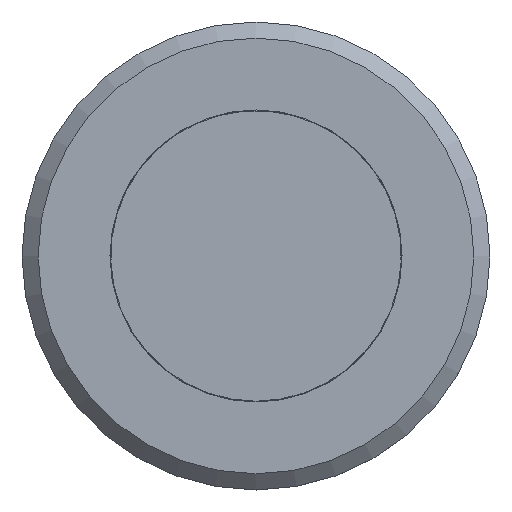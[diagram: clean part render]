
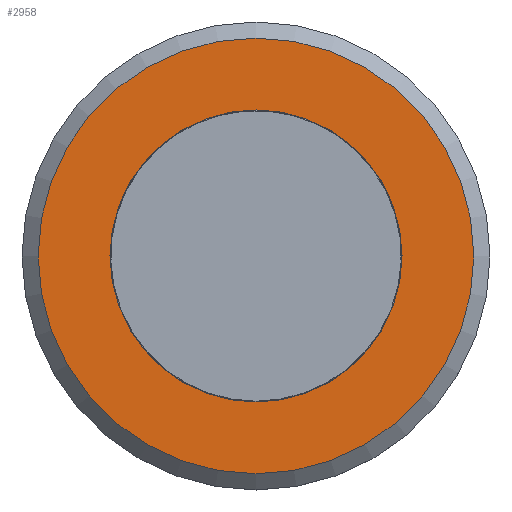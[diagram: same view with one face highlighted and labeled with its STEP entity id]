
A CAD part, top view. The second image highlights one B-rep face of the part: STEP entity #2958.
In plain terms, the highlighted planar face has unit normal (0, 0, 1).
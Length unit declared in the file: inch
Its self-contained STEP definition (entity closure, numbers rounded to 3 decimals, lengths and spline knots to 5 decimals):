
#2931=CARTESIAN_POINT('',(0.58465,-0.58465,0.933));
#2932=DIRECTION('',(0.0,0.0,1.0));
#2933=DIRECTION('',(1.0,0.0,0.0));
#2934=AXIS2_PLACEMENT_3D('',#2931,#2932,#2933);
#2935=PLANE('',#2934);
#2936=CARTESIAN_POINT('',(-0.5315,0.,0.933));
#2937=VERTEX_POINT('',#2936);
#2938=CARTESIAN_POINT('',(0.,0.,0.933));
#2939=DIRECTION('',(0.0,0.0,-1.0));
#2940=DIRECTION('',(-1.0,0.0,0.0));
#2941=AXIS2_PLACEMENT_3D('',#2938,#2939,#2940);
#2942=CIRCLE('',#2941,0.5315);
#2943=EDGE_CURVE('',#2937,#2937,#2942,.T.);
#2944=ORIENTED_EDGE('',*,*,#2943,.F.);
#2945=EDGE_LOOP('',(#2944));
#2946=FACE_OUTER_BOUND('',#2945,.T.);
#2947=CARTESIAN_POINT('',(-0.3563,0.,0.933));
#2948=VERTEX_POINT('',#2947);
#2949=CARTESIAN_POINT('',(0.,0.,0.933));
#2950=DIRECTION('',(0.0,0.0,-1.0));
#2951=DIRECTION('',(-1.0,0.0,0.0));
#2952=AXIS2_PLACEMENT_3D('',#2949,#2950,#2951);
#2953=CIRCLE('',#2952,0.3563);
#2954=EDGE_CURVE('',#2948,#2948,#2953,.T.);
#2955=ORIENTED_EDGE('',*,*,#2954,.T.);
#2956=EDGE_LOOP('',(#2955));
#2957=FACE_BOUND('',#2956,.T.);
#2958=ADVANCED_FACE('',(#2946,#2957),#2935,.T.);
